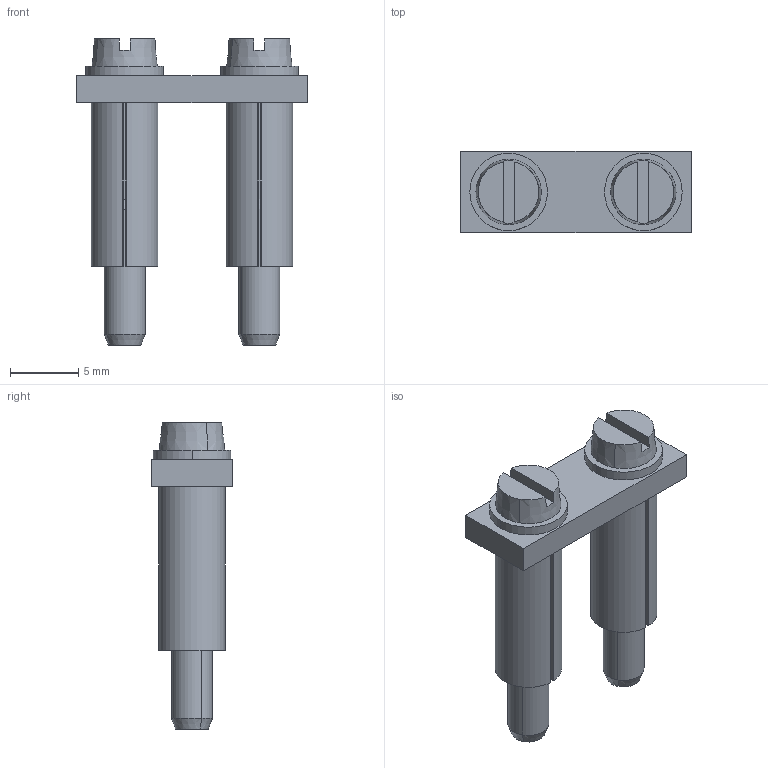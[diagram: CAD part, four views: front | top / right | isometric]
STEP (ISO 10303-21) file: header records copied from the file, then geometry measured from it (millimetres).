
FILE_DESCRIPTION(('CATIA V5 STEP Exchange','CAx-IF Rec.Pracs.--- Model Styling and Organization---1.4--- 2014-01-23'),'2;1');
FILE_NAME ('002013-4_0_0457100000_0457100000_S.stp','2021-04-29T04:32:08+00:00',('none'),('Weidmueller'),'CATIA Version 5-6 Release 2016 SP3 HF44','CATIA V5 STEP AP214','none');
FILE_SCHEMA(('AUTOMOTIVE_DESIGN { 1 0 10303 214 1 1 1 1 }'));
Length unit declared in the file: millimetre
Products named in the file (1): Produkt1_AllCATPart
Bounding box: 16.9 x 6 x 22.5 mm (x, y, z)
Volume: 751.8 mm3; surface area: 1601.3 mm2
Topology: 7 solids, 7 shells, 76 faces, 160 edges, 100 vertices
Faces by surface type: plane 36, cylinder 28, cone 12
Entity records: 1906 total; most frequent: CARTESIAN_POINT 340, ORIENTED_EDGE 320, DIRECTION 262, EDGE_CURVE 160, AXIS2_PLACEMENT_3D 132, VERTEX_POINT 100, EDGE_LOOP 86, VECTOR 76
